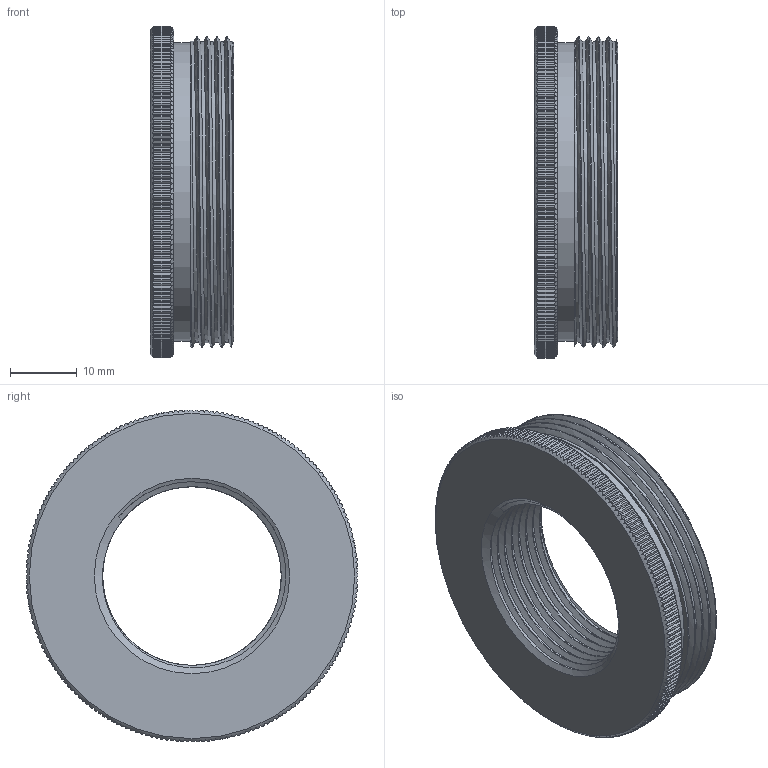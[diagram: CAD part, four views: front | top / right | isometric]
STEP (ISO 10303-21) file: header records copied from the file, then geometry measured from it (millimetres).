
FILE_DESCRIPTION(/* description */ ('Reduzierung gerändelt PG 36/21'),/* implementation_level */ '2;1');
FILE_NAME(/* name */ '62063621-RST.stp',/* time_stamp */ '2020-06-23T11:27:10+02:00',/* author */ ('sl'),/* organization */ (''),/* preprocessor_version */ 'ST-DEVELOPER v16.5',/* originating_system */ 'Autodesk Inventor 2017',/* authorisation */ '');
FILE_SCHEMA (('AUTOMOTIVE_DESIGN { 1 0 10303 214 3 1 1 }'));
Length unit declared in the file: millimetre
Products named in the file (1): 62063621
Bounding box: 12.5 x 49.85 x 49.85 mm (x, y, z)
Volume: 13794.6 mm3; surface area: 6786.3 mm2
Topology: 1 solids, 1 shells, 618 faces, 1842 edges, 1228 vertices
Faces by surface type: plane 404, cylinder 205, cone 5, bspline 4
Full cylindrical faces by diameter (mm): 44.86 x1
Entity records: 23762 total; most frequent: CARTESIAN_POINT 5993, DIRECTION 4264, ORIENTED_EDGE 3662, AXIS2_PLACEMENT_3D 1832, EDGE_CURVE 1831, VERTEX_POINT 1223, CIRCLE 1217, EDGE_LOOP 628
